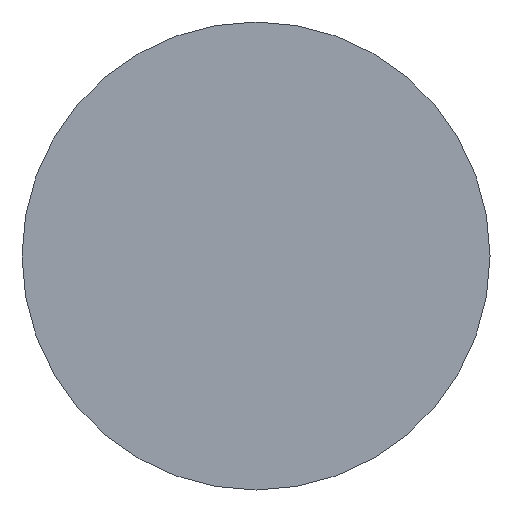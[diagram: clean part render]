
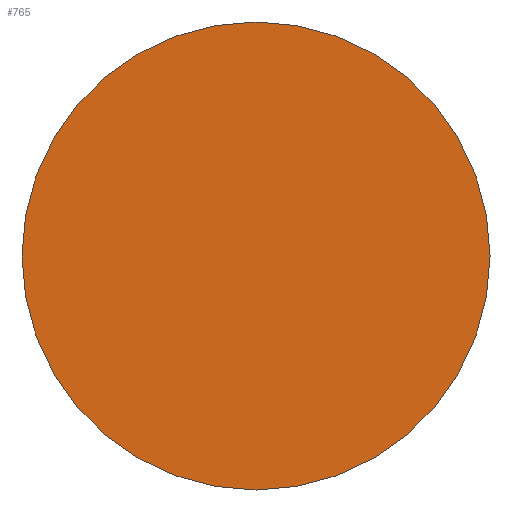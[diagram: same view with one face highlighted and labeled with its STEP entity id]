
A CAD part, front view. The second image highlights one B-rep face of the part: STEP entity #765.
In plain terms, the highlighted planar face has unit normal (0, -1, 0).
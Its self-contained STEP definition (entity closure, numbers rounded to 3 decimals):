
#219 = DIRECTION ( 'NONE',  ( 0., 0., 1. ) ) ;
#421 = CARTESIAN_POINT ( 'NONE',  ( 0., 0., -24.5 ) ) ;
#451 = EDGE_CURVE ( 'NONE', #1777, #621, #546, .T. ) ;
#517 = DIRECTION ( 'NONE',  ( 0., -1., 0. ) ) ;
#546 = CIRCLE ( 'NONE', #1545, 24.5 ) ;
#621 = VERTEX_POINT ( 'NONE', #1293 ) ;
#652 = DIRECTION ( 'NONE',  ( 0., -1., 0. ) ) ;
#765 = ADVANCED_FACE ( 'NONE', ( #1269 ), #1046, .T. ) ;
#808 = EDGE_LOOP ( 'NONE', ( #1701, #1553 ) ) ;
#916 = DIRECTION ( 'NONE',  ( 0., -1., 0. ) ) ;
#928 = DIRECTION ( 'NONE',  ( 0., 0., 1. ) ) ;
#982 = CIRCLE ( 'NONE', #991, 24.5 ) ;
#991 = AXIS2_PLACEMENT_3D ( 'NONE', #1365, #916, #928 ) ;
#1046 = PLANE ( 'NONE',  #1603 ) ;
#1255 = CARTESIAN_POINT ( 'NONE',  ( -24.794, 0., -24.794 ) ) ;
#1261 = EDGE_CURVE ( 'NONE', #621, #1777, #982, .T. ) ;
#1269 = FACE_OUTER_BOUND ( 'NONE', #808, .T. ) ;
#1293 = CARTESIAN_POINT ( 'NONE',  ( 0., 0., 24.5 ) ) ;
#1365 = CARTESIAN_POINT ( 'NONE',  ( 0., 0., 0. ) ) ;
#1508 = DIRECTION ( 'NONE',  ( 1., 0., 0. ) ) ;
#1545 = AXIS2_PLACEMENT_3D ( 'NONE', #1680, #517, #219 ) ;
#1553 = ORIENTED_EDGE ( 'NONE', *, *, #451, .T. ) ;
#1603 = AXIS2_PLACEMENT_3D ( 'NONE', #1255, #652, #1508 ) ;
#1680 = CARTESIAN_POINT ( 'NONE',  ( 0., 0., 0. ) ) ;
#1701 = ORIENTED_EDGE ( 'NONE', *, *, #1261, .T. ) ;
#1777 = VERTEX_POINT ( 'NONE', #421 ) ;
